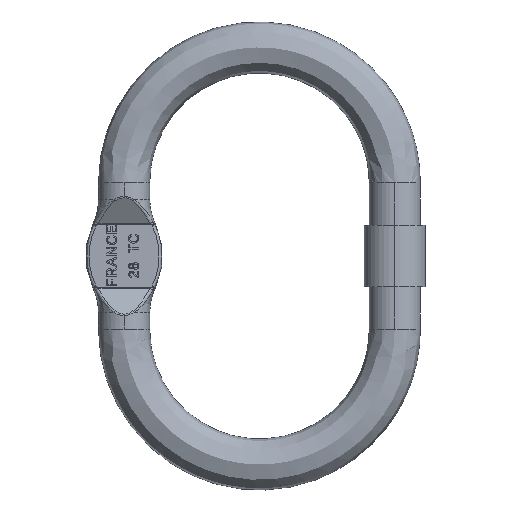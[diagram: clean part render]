
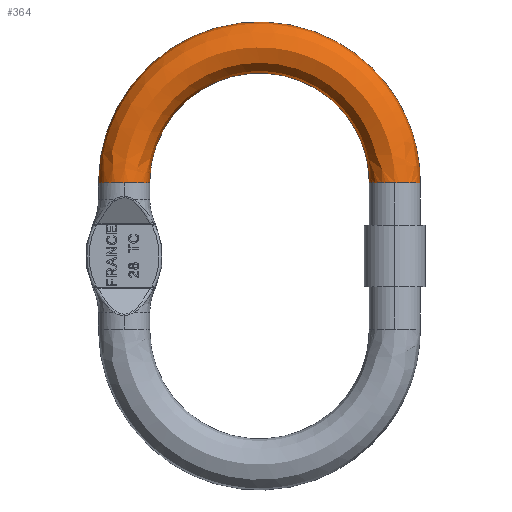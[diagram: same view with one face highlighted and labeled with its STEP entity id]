
A CAD part, top view. The second image highlights one B-rep face of the part: STEP entity #364.
In plain terms, the highlighted free-form (B-spline) face has degree [3, 3] with [7, 4] control points.
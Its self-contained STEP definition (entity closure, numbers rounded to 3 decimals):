
#364=ADVANCED_FACE('NONE',(#1054),#1055,.T.);
#1054=FACE_OUTER_BOUND('',#2253,.T.);
#1055=(B_SPLINE_SURFACE(3,3,((#2255,#2256,#2257,#2258),(#2259,#2260,#2261,#2262),(#2263,#2264,#2265,#2266),(#2267,#2268,#2269,#2270),(#2271,#2272,#2273,#2274),(#2275,#2276,#2277,#2278),(#2279,#2280,#2281,#2282)),.UNSPECIFIED.,.T.,.F.,.F.)B_SPLINE_SURFACE_WITH_KNOTS((4,3,4),(4,4),(0.0,0.5,1.0),(0.0,1.0),.UNSPECIFIED.)RATIONAL_B_SPLINE_SURFACE(((1.0,0.333,0.333,1.0),(0.333,0.111,0.111,0.333),(0.333,0.111,0.111,0.333),(1.0,0.333,0.333,1.0),(0.333,0.111,0.111,0.333),(0.333,0.111,0.111,0.333),(1.0,0.333,0.333,1.0)))BOUNDED_SURFACE()REPRESENTATION_ITEM('')GEOMETRIC_REPRESENTATION_ITEM()SURFACE());
#2253=EDGE_LOOP('',(#7825,#7826,#7827,#7828,#7829,#7830));
#2255=CARTESIAN_POINT('',(88.0,40.0,0.0));
#2256=CARTESIAN_POINT('',(88.0,216.,0.0));
#2257=CARTESIAN_POINT('',(-88.,216.,0.0));
#2258=CARTESIAN_POINT('',(-88.0,40.,0.0));
#2259=CARTESIAN_POINT('',(88.0,40.0,-28.0));
#2260=CARTESIAN_POINT('',(88.0,216.,-28.0));
#2261=CARTESIAN_POINT('',(-88.,216.,-28.0));
#2262=CARTESIAN_POINT('',(-88.0,40.,-28.0));
#2263=CARTESIAN_POINT('',(60.0,40.0,-28.0));
#2264=CARTESIAN_POINT('',(60.0,160.,-28.0));
#2265=CARTESIAN_POINT('',(-60.,160.0,-28.0));
#2266=CARTESIAN_POINT('',(-60.0,40.,-28.0));
#2267=CARTESIAN_POINT('',(60.0,40.0,0.));
#2268=CARTESIAN_POINT('',(60.0,160.,0.));
#2269=CARTESIAN_POINT('',(-60.,160.0,0.));
#2270=CARTESIAN_POINT('',(-60.0,40.,0.));
#2271=CARTESIAN_POINT('',(60.0,40.0,28.0));
#2272=CARTESIAN_POINT('',(60.0,160.,28.0));
#2273=CARTESIAN_POINT('',(-60.,160.0,28.0));
#2274=CARTESIAN_POINT('',(-60.0,40.,28.0));
#2275=CARTESIAN_POINT('',(88.0,40.0,28.0));
#2276=CARTESIAN_POINT('',(88.0,216.,28.0));
#2277=CARTESIAN_POINT('',(-88.,216.,28.0));
#2278=CARTESIAN_POINT('',(-88.0,40.,28.0));
#2279=CARTESIAN_POINT('',(88.0,40.0,0.0));
#2280=CARTESIAN_POINT('',(88.0,216.,0.0));
#2281=CARTESIAN_POINT('',(-88.,216.,0.0));
#2282=CARTESIAN_POINT('',(-88.0,40.,0.0));
#7825=ORIENTED_EDGE('',*,*,#10497,.F.);
#7826=ORIENTED_EDGE('',*,*,#10498,.F.);
#7827=ORIENTED_EDGE('',*,*,#10499,.F.);
#7828=ORIENTED_EDGE('',*,*,#10500,.T.);
#7829=ORIENTED_EDGE('',*,*,#10501,.F.);
#7830=ORIENTED_EDGE('',*,*,#10502,.F.);
#10497=EDGE_CURVE('',#11718,#11719,#11720,.T.);
#10498=EDGE_CURVE('NONE',#11721,#11718,#11722,.T.);
#10499=EDGE_CURVE('NONE',#11723,#11721,#11724,.T.);
#10500=EDGE_CURVE('',#11723,#11725,#11726,.T.);
#10501=EDGE_CURVE('NONE',#11727,#11725,#11728,.T.);
#10502=EDGE_CURVE('NONE',#11719,#11727,#11729,.T.);
#11718=VERTEX_POINT('',#13589);
#11719=VERTEX_POINT('',#13590);
#11720=(B_SPLINE_CURVE(3,(#13592,#13593,#13594,#13595),.UNSPECIFIED.,.F.,.F.)B_SPLINE_CURVE_WITH_KNOTS((4,4),(-1.0,-0.0),.UNSPECIFIED.)RATIONAL_B_SPLINE_CURVE((1.0,0.333,0.333,1.0))BOUNDED_CURVE()REPRESENTATION_ITEM('')GEOMETRIC_REPRESENTATION_ITEM()CURVE());
#11721=VERTEX_POINT('NONE',#13602);
#11722=CIRCLE('',#13603,14.0);
#11723=VERTEX_POINT('',#13604);
#11724=CIRCLE('',#13605,14.0);
#11725=VERTEX_POINT('',#13606);
#11726=(B_SPLINE_CURVE(3,(#13608,#13609,#13610,#13611),.UNSPECIFIED.,.F.,.F.)B_SPLINE_CURVE_WITH_KNOTS((4,4),(-1.0,-0.0),.UNSPECIFIED.)RATIONAL_B_SPLINE_CURVE((1.0,0.333,0.333,1.0))BOUNDED_CURVE()REPRESENTATION_ITEM('')GEOMETRIC_REPRESENTATION_ITEM()CURVE());
#11727=VERTEX_POINT('',#13618);
#11728=CIRCLE('',#13619,14.0);
#11729=CIRCLE('',#13620,14.0);
#13589=CARTESIAN_POINT('',(-88.0,40.,0.0));
#13590=CARTESIAN_POINT('',(88.0,40.0,0.0));
#13592=CARTESIAN_POINT('',(-88.0,40.,0.0));
#13593=CARTESIAN_POINT('',(-88.,216.,0.0));
#13594=CARTESIAN_POINT('',(88.0,216.,0.0));
#13595=CARTESIAN_POINT('',(88.0,40.0,0.0));
#13602=CARTESIAN_POINT('',(-74.0,40.,14.0));
#13603=AXIS2_PLACEMENT_3D('',#19686,#19687,#19688);
#13604=CARTESIAN_POINT('',(-60.0,40.,0.));
#13605=AXIS2_PLACEMENT_3D('',#19689,#19690,#19691);
#13606=CARTESIAN_POINT('',(60.0,40.0,0.));
#13608=CARTESIAN_POINT('',(-60.0,40.,0.));
#13609=CARTESIAN_POINT('',(-60.,160.0,0.));
#13610=CARTESIAN_POINT('',(60.0,160.,0.));
#13611=CARTESIAN_POINT('',(60.0,40.0,0.));
#13618=CARTESIAN_POINT('',(74.0,40.0,14.0));
#13619=AXIS2_PLACEMENT_3D('',#19692,#19693,#19694);
#13620=AXIS2_PLACEMENT_3D('',#19695,#19696,#19697);
#19686=CARTESIAN_POINT('',(-74.0,40.,0.0));
#19687=DIRECTION('',(0.0,-1.0,0.0));
#19688=DIRECTION('',(0.0,0.0,1.0));
#19689=CARTESIAN_POINT('',(-74.0,40.,0.0));
#19690=DIRECTION('',(0.0,-1.0,0.0));
#19691=DIRECTION('',(0.0,0.0,1.0));
#19692=CARTESIAN_POINT('',(74.0,40.0,0.0));
#19693=DIRECTION('',(0.0,-1.0,0.0));
#19694=DIRECTION('',(0.0,0.0,-1.0));
#19695=CARTESIAN_POINT('',(74.0,40.0,0.0));
#19696=DIRECTION('',(0.0,-1.0,0.0));
#19697=DIRECTION('',(0.0,0.0,-1.0));
